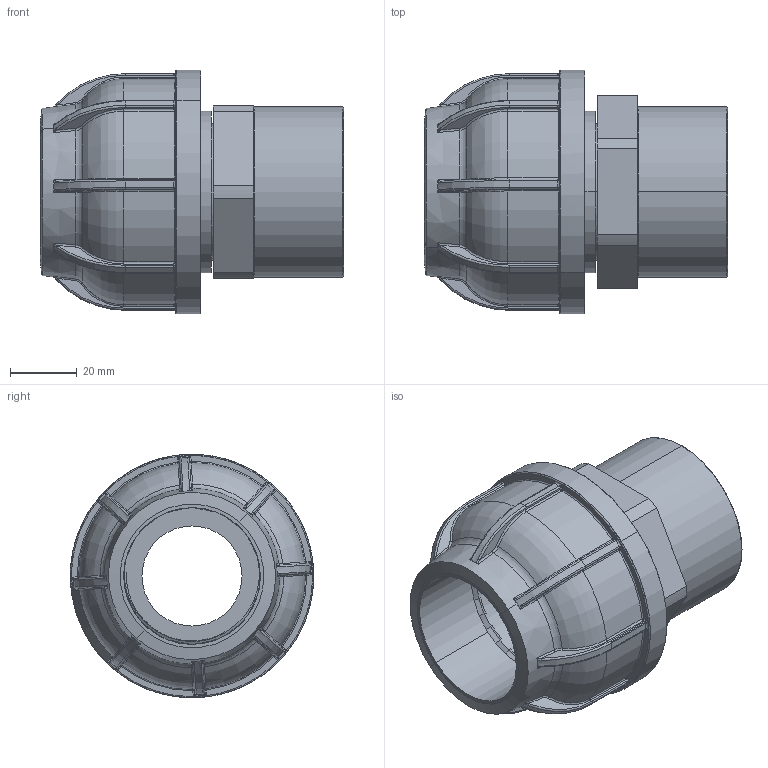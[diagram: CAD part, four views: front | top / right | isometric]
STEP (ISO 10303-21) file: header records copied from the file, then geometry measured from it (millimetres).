
FILE_DESCRIPTION (( 'STEP AP203' ), '1' );
FILE_NAME ('R202.040.114.step', '2013-11-19T09:04:28', ( 'Alusic' ), ( 'Alusic' ), 'SwSTEP 2.0', 'SolidWorks 2011', '' );
FILE_SCHEMA (( 'CONFIG_CONTROL_DESIGN' ));
Length unit declared in the file: millimetre
Products named in the file (1): R202.040.114
Bounding box: 90.84 x 72.98 x 72.98 mm (x, y, z)
Surface area: 43615 mm2 (no closed solid volume)
Topology: 0 solids, 17 shells, 576 faces, 1755 edges, 1074 vertices
Faces by surface type: bspline 174, cylinder 172, plane 117, torus 102, cone 11
Entity records: 28823 total; most frequent: CARTESIAN_POINT 15458, ORIENTED_EDGE 2782, DIRECTION 2535, EDGE_CURVE 1711, VERTEX_POINT 1074, AXIS2_PLACEMENT_3D 1072, CIRCLE 669, EDGE_LOOP 583
